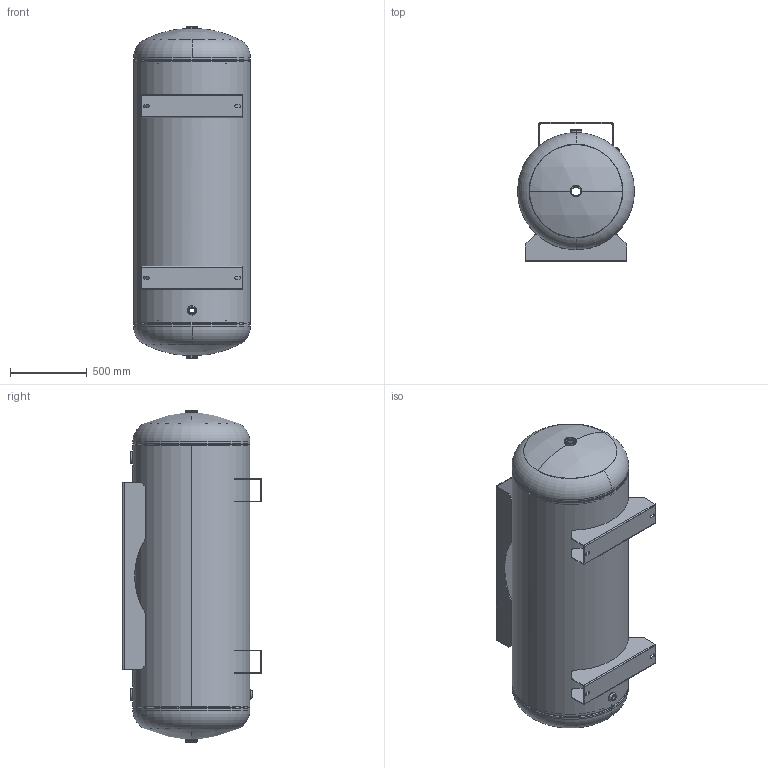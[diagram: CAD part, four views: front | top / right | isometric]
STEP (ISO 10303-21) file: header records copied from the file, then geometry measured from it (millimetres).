
FILE_DESCRIPTION (( 'STEP AP203' ), '1' );
FILE_NAME ('302485.STEP', '2012-03-06T16:25:50', ( '' ), ( '' ), 'SwSTEP 2.0', 'SolidWorks 2011', '' );
FILE_SCHEMA (( 'CONFIG_CONTROL_DESIGN' ));
Length unit declared in the file: inch
Products named in the file (1): 302485
Bounding box: 762 x 907.14 x 2162.96 mm (x, y, z)
Surface area: 12966837.5 mm2 (no closed solid volume)
Topology: 0 solids, 20 shells, 229 faces, 608 edges, 384 vertices
Faces by surface type: cylinder 88, plane 82, torus 42, bspline 9, sphere 8
Full cylindrical faces by diameter (mm): 750.468 x1, 762 x1
Entity records: 9516 total; most frequent: CARTESIAN_POINT 3723, DIRECTION 1275, ORIENTED_EDGE 1074, EDGE_CURVE 608, AXIS2_PLACEMENT_3D 509, VERTEX_POINT 384, CIRCLE 288, EDGE_LOOP 259
